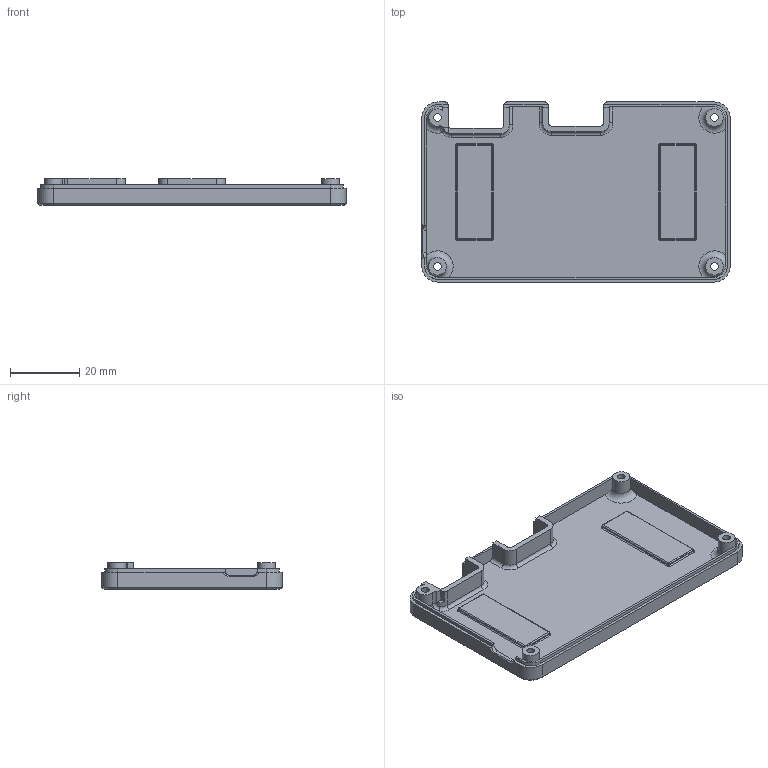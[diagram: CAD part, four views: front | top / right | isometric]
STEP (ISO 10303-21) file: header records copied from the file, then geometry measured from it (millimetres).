
FILE_DESCRIPTION(/* description */ ('STEP AP242','CAx-IF Rec.Pracs.---Representation and Presentation of Product Manufacturing Information (PMI)---4.0---2014-10-13','CAx-IF Rec.Pracs.---3D Tessellated Geometry---0.4---2014-09-14','2;1'),/* implementation_level */ '2;1');
FILE_NAME(/* name */ 'Badger2040Case-Bottom-slabua - Surface 1',/* time_stamp */ '2024-07-24T07:04:47Z',/* author */ (''),/* organization */ (''),/* preprocessor_version */ 'ST-DEVELOPER v20',/* originating_system */ ' ',/* authorisation */ ' ');
FILE_SCHEMA (('AP242_MANAGED_MODEL_BASED_3D_ENGINEERING_MIM_LF { 1 0 10303 442 1 1 4 }'));
Length unit declared in the file: metre
Products named in the file (1): Badger 2040 Case - Bottom
Bounding box: 88.8 x 51.9 x 7.7 mm (x, y, z)
Volume: 8709.3 mm3; surface area: 12654.4 mm2
Topology: 1 solids, 1 shells, 287 faces, 727 edges, 438 vertices
Faces by surface type: plane 182, cylinder 64, torus 16, cone 14, sphere 8, bspline 3
Full cylindrical faces by diameter (mm): 2.2 x4, 5 x3
Entity records: 8403 total; most frequent: CARTESIAN_POINT 1530, DIRECTION 1434, ORIENTED_EDGE 1412, EDGE_CURVE 706, LINE 510, VECTOR 510, AXIS2_PLACEMENT_3D 462, VERTEX_POINT 435
